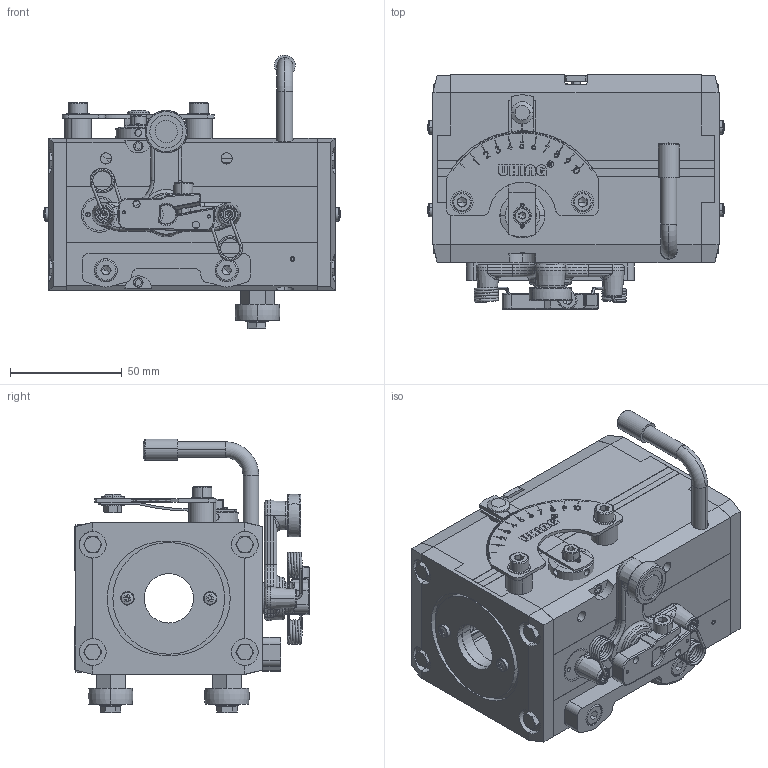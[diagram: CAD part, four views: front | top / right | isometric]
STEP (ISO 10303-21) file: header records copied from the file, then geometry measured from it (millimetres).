
FILE_DESCRIPTION (( 'STEP AP214' ), '1' );
FILE_NAME ('RG4-22-2MCRF Drehrichtung rechts.STEP', '2019-10-18T04:52:09', ( '' ), ( '' ), 'SwSTEP 2.0', 'SolidWorks 2019', '' );
FILE_SCHEMA (( 'AUTOMOTIVE_DESIGN' ));
Length unit declared in the file: millimetre
Products named in the file (1): RG4-22-2MCRF Drehrichtung rechts
Bounding box: 132.74 x 104.8 x 122.39 mm (x, y, z)
Volume: 335386.4 mm3; surface area: 188312.6 mm2
Topology: 87 solids, 87 shells, 3812 faces, 9967 edges, 6385 vertices
Faces by surface type: plane 1844, cylinder 1192, cone 349, bspline 199, torus 164, sphere 64
Entity records: 173596 total; most frequent: CARTESIAN_POINT 38056, ORIENTED_EDGE 19658, DIRECTION 18911, EDGE_CURVE 9829, AXIS2_PLACEMENT_3D 6828, VERTEX_POINT 6339, VECTOR 5255, LINE 5255
